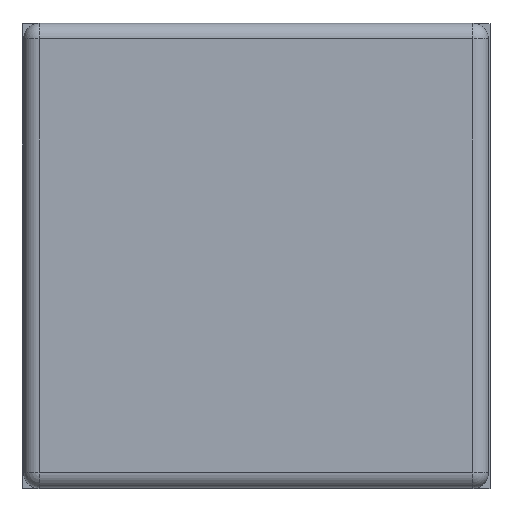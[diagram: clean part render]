
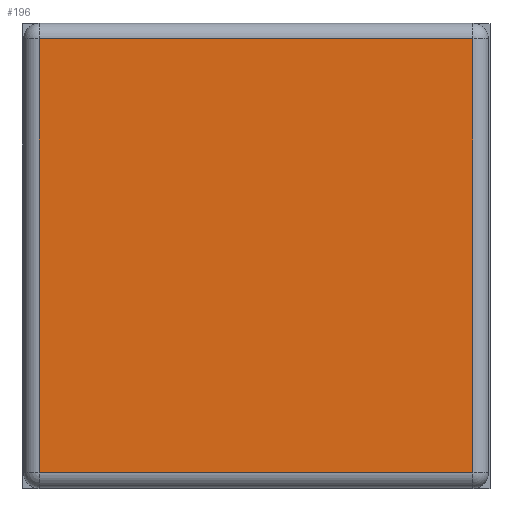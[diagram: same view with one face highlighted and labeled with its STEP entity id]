
A CAD part, top view. The second image highlights one B-rep face of the part: STEP entity #196.
In plain terms, the highlighted planar face has unit normal (0, 0, 1).
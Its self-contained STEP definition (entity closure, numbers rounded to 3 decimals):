
#13=DIRECTION('',(0.,0.,1.));
#46=VECTOR('',#47,1.);
#47=DIRECTION('',(0.,1.,0.));
#51=DIRECTION('',(1.,0.,0.));
#83=VERTEX_POINT('',#84);
#84=CARTESIAN_POINT('',(-1.4,-1.4,1.8));
#92=VERTEX_POINT('',#93);
#93=CARTESIAN_POINT('',(-1.4,1.4,1.8));
#97=ORIENTED_EDGE('',*,*,#98,.F.);
#98=EDGE_CURVE('',#83,#92,#99,.T.);
#99=LINE('',#84,#46);
#135=VECTOR('',#51,1.);
#168=VECTOR('',#169,1.);
#169=DIRECTION('',(-1.,-0.,-0.));
#196=ADVANCED_FACE('',(#197),#214,.T.);
#197=FACE_BOUND('',#198,.T.);
#198=EDGE_LOOP('',(#199,#97,#204,#209));
#199=ORIENTED_EDGE('',*,*,#200,.F.);
#200=EDGE_CURVE('',#92,#201,#203,.T.);
#201=VERTEX_POINT('',#202);
#202=CARTESIAN_POINT('',(1.4,1.4,1.8));
#203=LINE('',#93,#135);
#204=ORIENTED_EDGE('',*,*,#205,.F.);
#205=EDGE_CURVE('',#206,#83,#208,.T.);
#206=VERTEX_POINT('',#207);
#207=CARTESIAN_POINT('',(1.4,-1.4,1.8));
#208=LINE('',#207,#168);
#209=ORIENTED_EDGE('',*,*,#210,.F.);
#210=EDGE_CURVE('',#201,#206,#211,.T.);
#211=LINE('',#202,#212);
#212=VECTOR('',#213,1.);
#213=DIRECTION('',(-0.,-1.,-0.));
#214=PLANE('',#215);
#215=AXIS2_PLACEMENT_3D('',#216,#13,#51);
#216=CARTESIAN_POINT('',(-1.5,-1.5,1.8));
